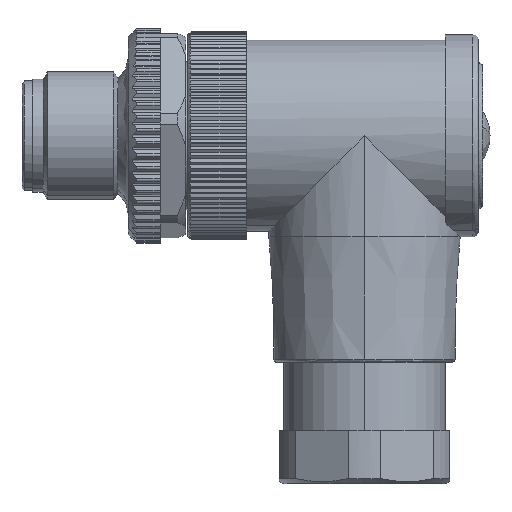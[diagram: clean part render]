
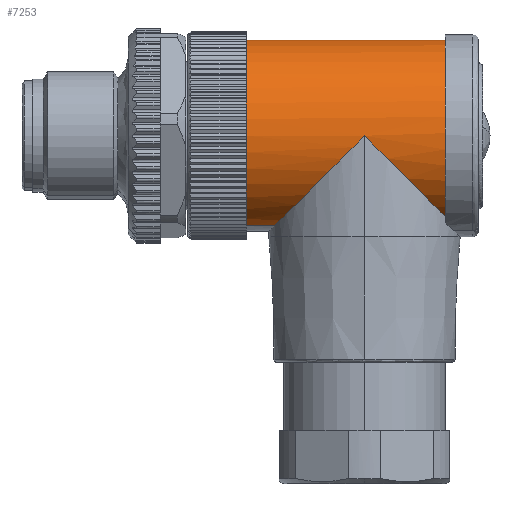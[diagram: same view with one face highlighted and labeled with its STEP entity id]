
A CAD part, front view. The second image highlights one B-rep face of the part: STEP entity #7253.
In plain terms, the highlighted cylindrical face has radius 9 mm (diameter 18 mm), a partial arc.
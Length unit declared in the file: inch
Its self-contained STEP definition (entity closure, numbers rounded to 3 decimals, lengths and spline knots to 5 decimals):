
#154 = CIRCLE ( 'NONE', #13943, 0.35433 ) ;
#317 = CARTESIAN_POINT ( 'NONE',  ( 0.92126, 0., 0. ) ) ;
#884 = EDGE_CURVE ( 'NONE', #5478, #21796, #18018, .T. ) ;
#1308 = CARTESIAN_POINT ( 'NONE',  ( 0.92126, 0.12119, 0.33296 ) ) ;
#2067 = EDGE_CURVE ( 'NONE', #5478, #12092, #17296, .T. ) ;
#3156 = CARTESIAN_POINT ( 'NONE',  ( 0.92126, -0.12119, -0.33296 ) ) ;
#3230 = CARTESIAN_POINT ( 'NONE',  ( 0.61811, 0.12119, 0.33296 ) ) ;
#3268 = LINE ( 'NONE', #3156, #8298 ) ;
#3654 = CARTESIAN_POINT ( 'NONE',  ( 0.72216, -0.12119, -0.33296 ) ) ;
#4080 = EDGE_LOOP ( 'NONE', ( #6767, #12083, #6756, #10939, #9104, #11972 ) ) ;
#5050 = EDGE_CURVE ( 'NONE', #20821, #12092, #154, .T. ) ;
#5348 = DIRECTION ( 'NONE',  ( -1., 0., 0. ) ) ;
#5478 = VERTEX_POINT ( 'NONE', #3230 ) ;
#5558 = DIRECTION ( 'NONE',  ( 0., -0.342, -0.94 ) ) ;
#6201 = DIRECTION ( 'NONE',  ( 0., -0.342, -0.94 ) ) ;
#6736 = DIRECTION ( 'NONE',  ( 1., 0., 0. ) ) ;
#6756 = ORIENTED_EDGE ( 'NONE', *, *, #21701, .T. ) ;
#6767 = ORIENTED_EDGE ( 'NONE', *, *, #2067, .F. ) ;
#6880 = CARTESIAN_POINT ( 'NONE',  ( 0.61811, -0.12119, -0.33296 ) ) ;
#7253 = ADVANCED_FACE ( 'NONE', ( #9185 ), #7304, .T. ) ;
#7304 = CYLINDRICAL_SURFACE ( 'NONE', #20607, 0.35433 ) ;
#8298 = VECTOR ( 'NONE', #12148, 39.37008 ) ;
#8780 = CARTESIAN_POINT ( 'NONE',  ( 1.28788, -0.29455, -0.23276 ) ) ;
#9104 = ORIENTED_EDGE ( 'NONE', *, *, #11353, .T. ) ;
#9185 = FACE_OUTER_BOUND ( 'NONE', #4080, .T. ) ;
#9996 =( BOUNDED_CURVE ( )  B_SPLINE_CURVE ( 3, ( #3654, #12650, #18135, #10774 ),
 .UNSPECIFIED., .F., .F. ) 
 B_SPLINE_CURVE_WITH_KNOTS ( ( 4, 4 ),
 ( 3.49066, 4.71239 ),
 .UNSPECIFIED. ) 
 CURVE ( )  GEOMETRIC_REPRESENTATION_ITEM ( )  RATIONAL_B_SPLINE_CURVE ( ( 1., 0.879, 0.879, 1. ) ) 
 REPRESENTATION_ITEM ( '' )  );
#10527 = CARTESIAN_POINT ( 'NONE',  ( 1.35433, -0.18979, -0.29921 ) ) ;
#10640 = CARTESIAN_POINT ( 'NONE',  ( 1.17918, -0.35433, -0.12406 ) ) ;
#10774 = CARTESIAN_POINT ( 'NONE',  ( 1.05512, -0.35433, 0. ) ) ;
#10864 = VECTOR ( 'NONE', #15194, 39.37008 ) ;
#10934 = AXIS2_PLACEMENT_3D ( 'NONE', #22731, #6736, #6201 ) ;
#10939 = ORIENTED_EDGE ( 'NONE', *, *, #20384, .T. ) ;
#11353 = EDGE_CURVE ( 'NONE', #20368, #20821, #14777, .T. ) ;
#11972 = ORIENTED_EDGE ( 'NONE', *, *, #5050, .T. ) ;
#12083 = ORIENTED_EDGE ( 'NONE', *, *, #884, .T. ) ;
#12092 = VERTEX_POINT ( 'NONE', #13600 ) ;
#12148 = DIRECTION ( 'NONE',  ( 1., 0., 0. ) ) ;
#12650 = CARTESIAN_POINT ( 'NONE',  ( 0.77485, -0.26596, -0.28027 ) ) ;
#12761 = CARTESIAN_POINT ( 'NONE',  ( 1.05512, -0.35433, 0. ) ) ;
#12923 = DIRECTION ( 'NONE',  ( 1., 0., 0. ) ) ;
#13600 = CARTESIAN_POINT ( 'NONE',  ( 1.35433, 0.12119, 0.33296 ) ) ;
#13943 = AXIS2_PLACEMENT_3D ( 'NONE', #16327, #5348, #14697 ) ;
#14697 = DIRECTION ( 'NONE',  ( 0., -0.342, -0.94 ) ) ;
#14777 =( BOUNDED_CURVE ( )  B_SPLINE_CURVE ( 3, ( #17413, #10640, #8780, #10527 ),
 .UNSPECIFIED., .F., .F. ) 
 B_SPLINE_CURVE_WITH_KNOTS ( ( 4, 4 ),
 ( 4.71239, 5.71792 ),
 .UNSPECIFIED. ) 
 CURVE ( )  GEOMETRIC_REPRESENTATION_ITEM ( )  RATIONAL_B_SPLINE_CURVE ( ( 1., 0.918, 0.918, 1. ) ) 
 REPRESENTATION_ITEM ( '' )  );
#15194 = DIRECTION ( 'NONE',  ( 1., 0., 0. ) ) ;
#16327 = CARTESIAN_POINT ( 'NONE',  ( 1.35433, 0., 0. ) ) ;
#16840 = CARTESIAN_POINT ( 'NONE',  ( 0.72216, -0.12119, -0.33296 ) ) ;
#17296 = LINE ( 'NONE', #1308, #10864 ) ;
#17413 = CARTESIAN_POINT ( 'NONE',  ( 1.05512, -0.35433, 0. ) ) ;
#18018 = CIRCLE ( 'NONE', #10934, 0.35433 ) ;
#18135 = CARTESIAN_POINT ( 'NONE',  ( 0.90105, -0.35433, -0.15407 ) ) ;
#20313 = CARTESIAN_POINT ( 'NONE',  ( 1.35433, -0.18979, -0.29921 ) ) ;
#20368 = VERTEX_POINT ( 'NONE', #12761 ) ;
#20384 = EDGE_CURVE ( 'NONE', #20418, #20368, #9996, .T. ) ;
#20418 = VERTEX_POINT ( 'NONE', #16840 ) ;
#20607 = AXIS2_PLACEMENT_3D ( 'NONE', #317, #12923, #5558 ) ;
#20821 = VERTEX_POINT ( 'NONE', #20313 ) ;
#21701 = EDGE_CURVE ( 'NONE', #21796, #20418, #3268, .T. ) ;
#21796 = VERTEX_POINT ( 'NONE', #6880 ) ;
#22731 = CARTESIAN_POINT ( 'NONE',  ( 0.61811, 0., 0. ) ) ;
